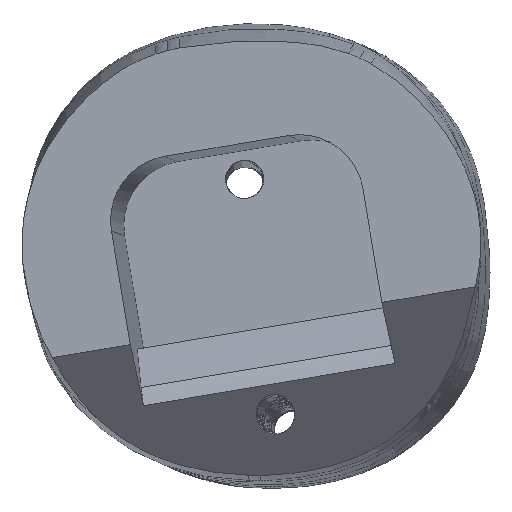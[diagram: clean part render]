
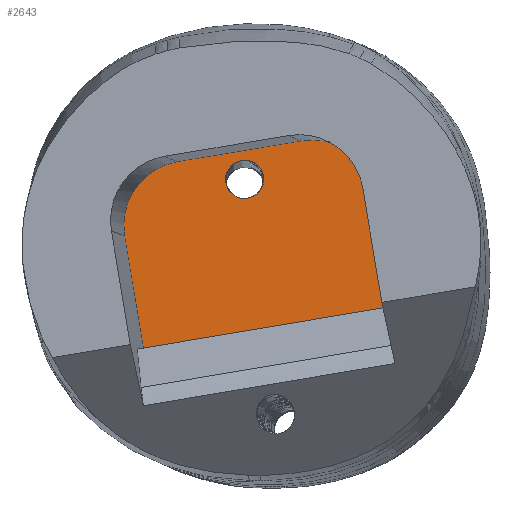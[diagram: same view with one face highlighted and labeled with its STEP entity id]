
A CAD part, top view. The second image highlights one B-rep face of the part: STEP entity #2643.
In plain terms, the highlighted planar face has unit normal (-0.052, 0.019, 0.999).
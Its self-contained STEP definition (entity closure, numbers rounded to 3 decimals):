
#17=FACE_BOUND('',#305,.T.);
#44=CIRCLE('',#2797,1.);
#45=CIRCLE('',#2799,3.4);
#46=CIRCLE('',#2800,3.4);
#97=PLANE('',#2798);
#152=FACE_OUTER_BOUND('',#304,.T.);
#304=EDGE_LOOP('',(#1897,#1898,#1899,#1900,#1901,#1902));
#305=EDGE_LOOP('',(#1903));
#477=LINE('',#4045,#570);
#481=LINE('',#4058,#574);
#482=LINE('',#4061,#575);
#483=LINE('',#4062,#576);
#570=VECTOR('',#2985,10.);
#574=VECTOR('',#2997,10.);
#575=VECTOR('',#3000,10.);
#576=VECTOR('',#3001,10.);
#1001=VERTEX_POINT('',#4042);
#1002=VERTEX_POINT('',#4044);
#1004=VERTEX_POINT('',#4050);
#1005=VERTEX_POINT('',#4054);
#1006=VERTEX_POINT('',#4055);
#1007=VERTEX_POINT('',#4057);
#1008=VERTEX_POINT('',#4060);
#1332=EDGE_CURVE('',#1001,#1002,#477,.T.);
#1336=EDGE_CURVE('',#1004,#1004,#44,.F.);
#1337=EDGE_CURVE('',#1005,#1006,#45,.T.);
#1338=EDGE_CURVE('',#1007,#1006,#481,.F.);
#1339=EDGE_CURVE('',#1007,#1002,#46,.T.);
#1340=EDGE_CURVE('',#1001,#1008,#482,.F.);
#1341=EDGE_CURVE('',#1008,#1005,#483,.T.);
#1897=ORIENTED_EDGE('',*,*,#1337,.T.);
#1898=ORIENTED_EDGE('',*,*,#1338,.F.);
#1899=ORIENTED_EDGE('',*,*,#1339,.T.);
#1900=ORIENTED_EDGE('',*,*,#1332,.F.);
#1901=ORIENTED_EDGE('',*,*,#1340,.T.);
#1902=ORIENTED_EDGE('',*,*,#1341,.T.);
#1903=ORIENTED_EDGE('',*,*,#1336,.F.);
#2643=ADVANCED_FACE('',(#152,#17),#97,.F.);
#2797=AXIS2_PLACEMENT_3D('',#4052,#2991,#2992);
#2798=AXIS2_PLACEMENT_3D('',#4053,#2993,#2994);
#2799=AXIS2_PLACEMENT_3D('',#4056,#2995,#2996);
#2800=AXIS2_PLACEMENT_3D('',#4059,#2998,#2999);
#2985=DIRECTION('',(-0.164,0.986,-0.027));
#2991=DIRECTION('center_axis',(0.052,-0.019,-0.998));
#2992=DIRECTION('ref_axis',(0.164,-0.986,0.027));
#2993=DIRECTION('center_axis',(0.052,-0.019,-0.998));
#2994=DIRECTION('ref_axis',(-0.164,0.986,-0.027));
#2995=DIRECTION('center_axis',(-0.052,0.019,0.998));
#2996=DIRECTION('ref_axis',(0.581,0.814,0.015));
#2997=DIRECTION('',(-0.985,-0.165,-0.049));
#2998=DIRECTION('center_axis',(-0.052,0.019,0.998));
#2999=DIRECTION('ref_axis',(-0.812,0.581,-0.053));
#3000=DIRECTION('',(-0.985,-0.165,-0.049));
#3001=DIRECTION('',(-0.164,0.986,-0.027));
#4042=CARTESIAN_POINT('',(-9.044,13.7,162.683));
#4044=CARTESIAN_POINT('',(-10.052,19.765,162.516));
#4045=CARTESIAN_POINT('',(-9.061,13.799,162.68));
#4050=CARTESIAN_POINT('',(-3.927,23.73,162.763));
#4052=CARTESIAN_POINT('Origin',(-3.763,22.744,162.79));
#4053=CARTESIAN_POINT('Origin',(-8.962,13.815,162.685));
#4054=CARTESIAN_POINT('',(3.148,21.976,163.166));
#4055=CARTESIAN_POINT('',(-0.758,24.767,162.909));
#4056=CARTESIAN_POINT('Origin',(-0.201,21.415,163.001));
#4057=CARTESIAN_POINT('',(-7.26,23.679,162.589));
#4058=CARTESIAN_POINT('',(-10.511,23.134,162.429));
#4059=CARTESIAN_POINT('Origin',(-6.703,20.326,162.681));
#4060=CARTESIAN_POINT('',(4.156,15.911,163.333));
#4061=CARTESIAN_POINT('',(-8.946,13.717,162.688));
#4062=CARTESIAN_POINT('',(4.139,16.01,163.33));
